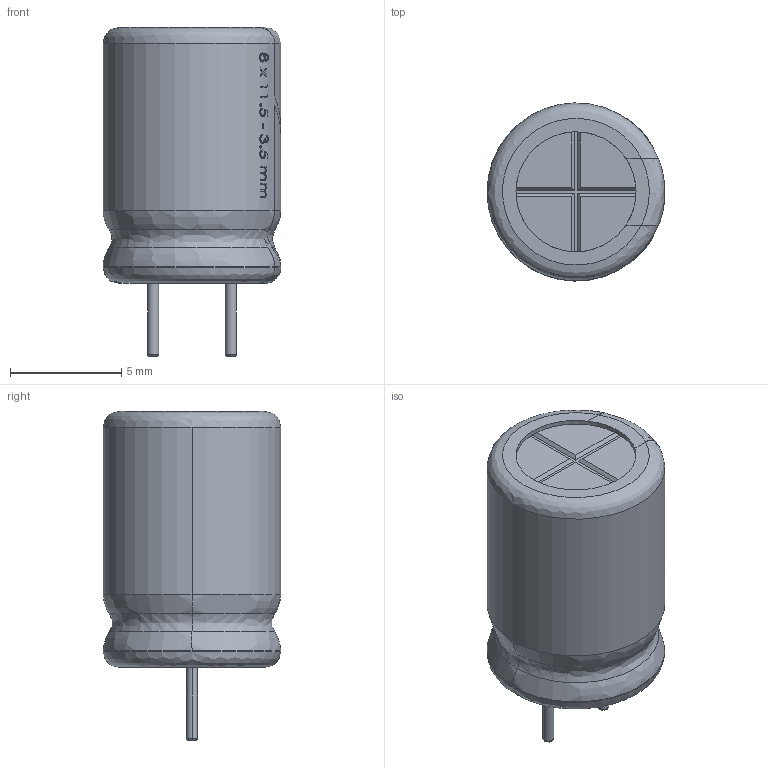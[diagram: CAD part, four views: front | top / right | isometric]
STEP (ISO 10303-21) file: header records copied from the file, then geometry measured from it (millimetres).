
FILE_DESCRIPTION (( 'STEP AP214' ), '1' );
FILE_NAME ('Cap-EL(8x11_5-3_5).STEP', '2020-04-29T12:55:33', ( '' ), ( '' ), 'SwSTEP 2.0', 'SolidWorks 2017', '' );
FILE_SCHEMA (( 'AUTOMOTIVE_DESIGN' ));
Length unit declared in the file: millimetre
Products named in the file (1): Cap-EL(8x11_5-3_5)
Bounding box: 8 x 8 x 14.8 mm (x, y, z)
Volume: 322.9 mm3; surface area: 613.3 mm2
Topology: 1 solids, 2 shells, 462 faces, 1205 edges, 792 vertices
Faces by surface type: plane 216, bspline 182, cylinder 64
Entity records: 29985 total; most frequent: CARTESIAN_POINT 14671, ORIENTED_EDGE 2408, DIRECTION 1601, EDGE_CURVE 1204, VERTEX_POINT 792, VECTOR 589, LINE 589, EDGE_LOOP 508
